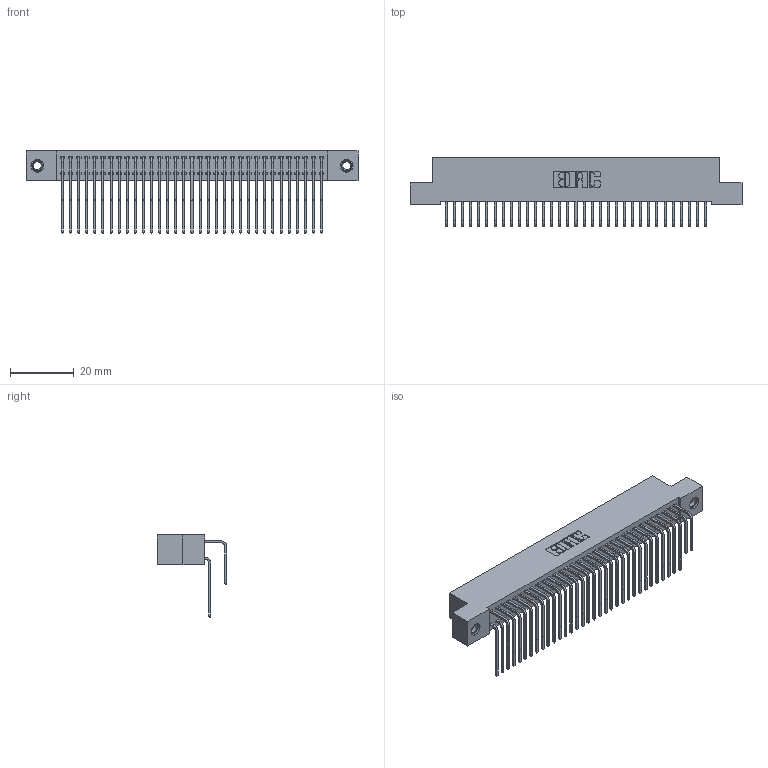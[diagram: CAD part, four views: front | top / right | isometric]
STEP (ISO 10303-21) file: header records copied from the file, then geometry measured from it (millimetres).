
FILE_DESCRIPTION (( 'STEP AP203' ), '1' );
FILE_NAME ('342-066-558-207.STEP', '2018-08-13T08:18:37', ( '' ), ( '' ), 'SwSTEP 2.0', 'SolidWorks 2016', '' );
FILE_SCHEMA (( 'CONFIG_CONTROL_DESIGN' ));
Length unit declared in the file: inch
Products named in the file (5): 345-292-001_558 Tail - 2; 345-250-001_345-250-005-103; 342-066-558-207; 342 Part_TI; 345-292-001_558 559 Tail - 1
Assembly tree (69 placements, depth 2):
  342-066-558-207
    342 Part_TI
    345-292-001_558 559 Tail - 1  x33
    345-292-001_558 Tail - 2  x33
    345-250-001_345-250-005-103  x2
Bounding box: 104.14 x 21.91 x 25.78 mm (x, y, z)
Volume: 9682.4 mm3; surface area: 17286.9 mm2
Topology: 69 solids, 69 shells, 3734 faces, 11061 edges, 7278 vertices
Faces by surface type: plane 2606, cylinder 1112, cone 12, torus 4
Entity records: 25232 total; most frequent: CARTESIAN_POINT 4224, ORIENTED_EDGE 4102, DIRECTION 3637, EDGE_CURVE 2051, LINE 1863, VECTOR 1863, VERTEX_POINT 1360, AXIS2_PLACEMENT_3D 887
